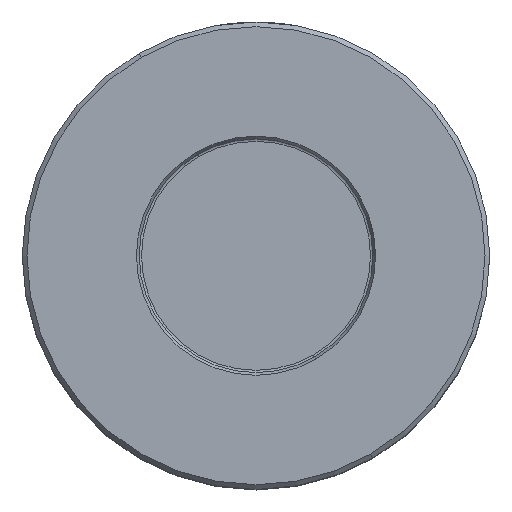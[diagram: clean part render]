
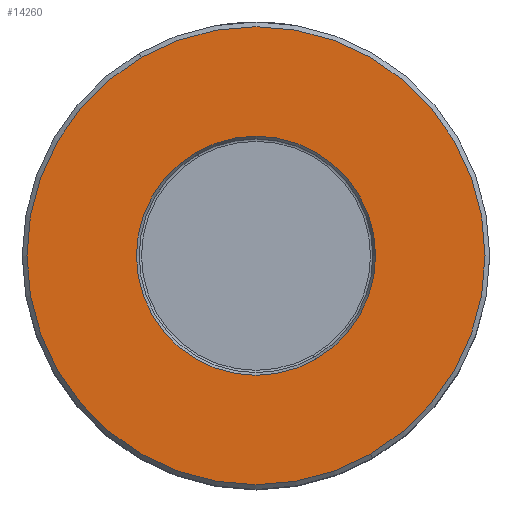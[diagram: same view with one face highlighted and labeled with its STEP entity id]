
A CAD part, top view. The second image highlights one B-rep face of the part: STEP entity #14260.
In plain terms, the highlighted planar face has unit normal (0, 0, 1).
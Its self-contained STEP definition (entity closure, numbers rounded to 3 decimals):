
#223=CARTESIAN_POINT('',(0.,0.,70.));
#224=DIRECTION('',(0.,0.,1.));
#225=DIRECTION('',(-0.5,0.866,0.));
#226=AXIS2_PLACEMENT_3D('',#223,#224,#225);
#231=CARTESIAN_POINT('',(0.,0.,70.));
#232=DIRECTION('',(0.,0.,-1.));
#233=DIRECTION('',(-0.5,0.866,0.));
#234=AXIS2_PLACEMENT_3D('',#231,#232,#233);
#253=CARTESIAN_POINT('',(0.,0.,70.));
#254=DIRECTION('',(0.,0.,-1.));
#255=DIRECTION('',(-0.5,0.866,0.));
#256=AXIS2_PLACEMENT_3D('',#253,#254,#255);
#261=CARTESIAN_POINT('',(0.,0.,70.));
#262=DIRECTION('',(0.,0.,1.));
#263=DIRECTION('',(-0.5,0.866,0.));
#264=AXIS2_PLACEMENT_3D('',#261,#262,#263);
#13925=CARTESIAN_POINT('',(-12.789,22.151,70.));
#13926=VERTEX_POINT('',#13925);
#13927=CARTESIAN_POINT('',(-24.5,42.435,70.));
#13929=VERTEX_POINT('',#13927);
#13981=CARTESIAN_POINT('',(12.789,-22.151,70.));
#13982=VERTEX_POINT('',#13981);
#13983=CARTESIAN_POINT('',(24.5,-42.435,70.));
#13985=VERTEX_POINT('',#13983);
#14245=CARTESIAN_POINT('',(0.,0.,70.));
#14246=DIRECTION('',(0.,0.,1.));
#14247=DIRECTION('',(0.5,-0.866,0.));
#14248=AXIS2_PLACEMENT_3D('',#14245,#14246,#14247);
#14249=PLANE('',#14248);
#14251=ORIENTED_EDGE('',*,*,#14250,.T.);
#14253=ORIENTED_EDGE('',*,*,#14252,.F.);
#14254=EDGE_LOOP('',(#14251,#14253));
#14255=FACE_OUTER_BOUND('',#14254,.F.);
#14256=ORIENTED_EDGE('',*,*,#14227,.T.);
#14257=ORIENTED_EDGE('',*,*,#14238,.F.);
#14258=EDGE_LOOP('',(#14256,#14257));
#14259=FACE_BOUND('',#14258,.F.);
#14260=ADVANCED_FACE('',(#14255,#14259),#14249,.T.);
#227=CIRCLE('',#226,25.577);
#235=CIRCLE('',#234,25.577);
#257=CIRCLE('',#256,49.);
#265=CIRCLE('',#264,49.);
#14227=EDGE_CURVE('',#13926,#13982,#227,.T.);
#14238=EDGE_CURVE('',#13926,#13982,#235,.T.);
#14250=EDGE_CURVE('',#13929,#13985,#257,.T.);
#14252=EDGE_CURVE('',#13929,#13985,#265,.T.);
